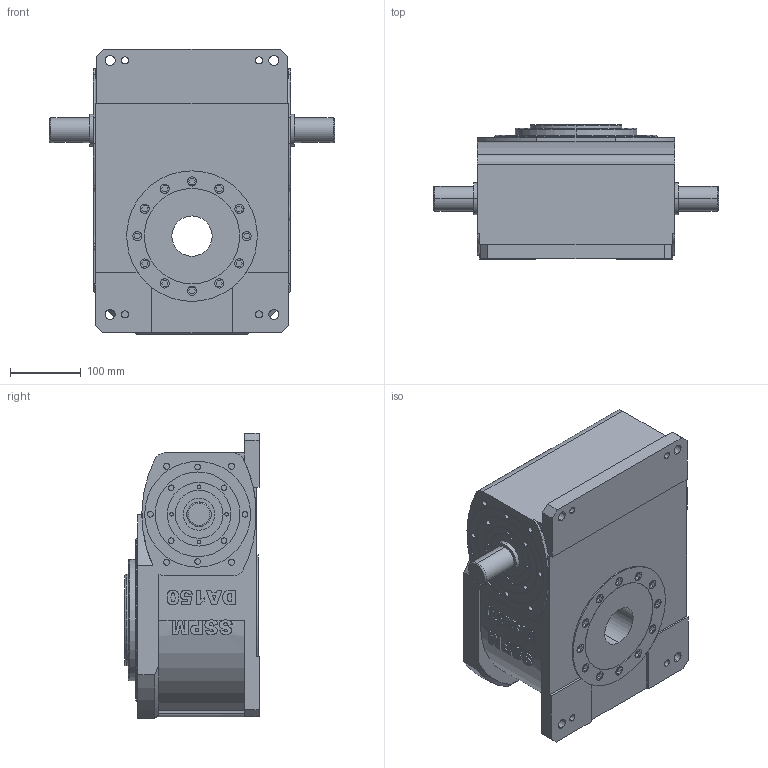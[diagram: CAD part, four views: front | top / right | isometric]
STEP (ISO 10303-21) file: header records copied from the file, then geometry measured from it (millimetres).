
FILE_DESCRIPTION (( 'STEP AP203' ), '1' );
FILE_NAME ('DA150¼Ð·Ç.STEP', '2023-06-26T07:52:24', ( '' ), ( '' ), 'SwSTEP 2.0', 'SolidWorks 2018', '' );
FILE_SCHEMA (( 'CONFIG_CONTROL_DESIGN' ));
Length unit declared in the file: millimetre
Products named in the file (1): DA150標準
Bounding box: 404 x 190 x 405 mm (x, y, z)
Volume: 16359008.9 mm3; surface area: 520000.6 mm2
Topology: 1 solids, 1 shells, 757 faces, 1870 edges, 1234 vertices
Faces by surface type: plane 404, cylinder 217, bspline 124, torus 10, cone 2
Entity records: 29090 total; most frequent: CARTESIAN_POINT 11491, ORIENTED_EDGE 3740, DIRECTION 3304, EDGE_CURVE 1870, VERTEX_POINT 1234, LINE 1128, VECTOR 1128, AXIS2_PLACEMENT_3D 1088
